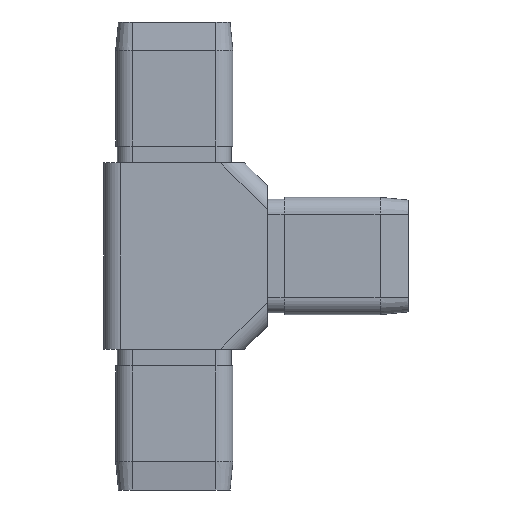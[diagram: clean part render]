
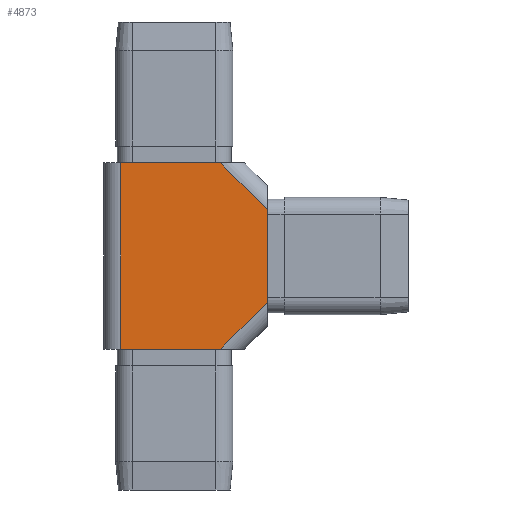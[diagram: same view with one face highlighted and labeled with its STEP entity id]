
A CAD part, left-side view. The second image highlights one B-rep face of the part: STEP entity #4873.
In plain terms, the highlighted planar face has unit normal (-1, 0, 0).
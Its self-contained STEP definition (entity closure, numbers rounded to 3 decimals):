
#1281 = CARTESIAN_POINT ( 'NONE',  ( -12.5, 11.5, -16.5 ) ) ;
#1579 = ORIENTED_EDGE ( 'NONE', *, *, #13125, .T. ) ;
#2815 = CARTESIAN_POINT ( 'NONE',  ( -12.5, -14.5, -8.257 ) ) ;
#3677 = VERTEX_POINT ( 'NONE', #9525 ) ;
#4022 = VECTOR ( 'NONE', #9134, 1000. ) ;
#4160 = EDGE_CURVE ( 'NONE', #14053, #7838, #18133, .T. ) ;
#4249 = LINE ( 'NONE', #5462, #10423 ) ;
#4290 = LINE ( 'NONE', #10771, #7433 ) ;
#4873 = ADVANCED_FACE ( 'NONE', ( #12068 ), #16178, .F. ) ;
#5180 = ORIENTED_EDGE ( 'NONE', *, *, #16180, .T. ) ;
#5462 = CARTESIAN_POINT ( 'NONE',  ( -12.5, 11.5, 16.5 ) ) ;
#5464 = CARTESIAN_POINT ( 'NONE',  ( -12.5, 11.5, 16.5 ) ) ;
#6549 = VERTEX_POINT ( 'NONE', #1281 ) ;
#6857 = VERTEX_POINT ( 'NONE', #5464 ) ;
#7102 = CARTESIAN_POINT ( 'NONE',  ( -12.5, -14.5, 8.257 ) ) ;
#7182 = ORIENTED_EDGE ( 'NONE', *, *, #14220, .T. ) ;
#7433 = VECTOR ( 'NONE', #9274, 1000. ) ;
#7702 = CARTESIAN_POINT ( 'NONE',  ( -12.5, -12.379, -10.379 ) ) ;
#7830 = VECTOR ( 'NONE', #8718, 1000. ) ;
#7838 = VERTEX_POINT ( 'NONE', #2815 ) ;
#8434 = DIRECTION ( 'NONE',  ( 0., 0., -1. ) ) ;
#8718 = DIRECTION ( 'NONE',  ( 0., 0.707, 0.707 ) ) ;
#9134 = DIRECTION ( 'NONE',  ( 0., -0.707, 0.707 ) ) ;
#9274 = DIRECTION ( 'NONE',  ( 0., -1., 0. ) ) ;
#9483 = VECTOR ( 'NONE', #11829, 1000. ) ;
#9525 = CARTESIAN_POINT ( 'NONE',  ( -12.5, -6.257, 16.5 ) ) ;
#9980 = CARTESIAN_POINT ( 'NONE',  ( -12.5, -8.379, 14.379 ) ) ;
#10056 = VECTOR ( 'NONE', #15745, 1000. ) ;
#10423 = VECTOR ( 'NONE', #8434, 1000. ) ;
#10771 = CARTESIAN_POINT ( 'NONE',  ( -12.5, 14.5, -16.5 ) ) ;
#11197 = CARTESIAN_POINT ( 'NONE',  ( -12.5, -14.5, 16.5 ) ) ;
#11819 = DIRECTION ( 'NONE',  ( 0., 1., 0. ) ) ;
#11829 = DIRECTION ( 'NONE',  ( 0., -1., 0. ) ) ;
#12068 = FACE_OUTER_BOUND ( 'NONE', #15447, .T. ) ;
#12073 = ORIENTED_EDGE ( 'NONE', *, *, #4160, .F. ) ;
#13125 = EDGE_CURVE ( 'NONE', #6549, #18011, #4290, .T. ) ;
#13975 = ORIENTED_EDGE ( 'NONE', *, *, #14529, .T. ) ;
#14053 = VERTEX_POINT ( 'NONE', #7102 ) ;
#14220 = EDGE_CURVE ( 'NONE', #18011, #7838, #15421, .T. ) ;
#14529 = EDGE_CURVE ( 'NONE', #6857, #6549, #4249, .T. ) ;
#14694 = AXIS2_PLACEMENT_3D ( 'NONE', #19370, #16317, #11819 ) ;
#14925 = CARTESIAN_POINT ( 'NONE',  ( -12.5, 14.5, 16.5 ) ) ;
#15421 = LINE ( 'NONE', #7702, #4022 ) ;
#15447 = EDGE_LOOP ( 'NONE', ( #1579, #7182, #12073, #5180, #18852, #13975 ) ) ;
#15745 = DIRECTION ( 'NONE',  ( 0., 0., -1. ) ) ;
#15821 = LINE ( 'NONE', #9980, #7830 ) ;
#16178 = PLANE ( 'NONE',  #14694 ) ;
#16180 = EDGE_CURVE ( 'NONE', #14053, #3677, #15821, .T. ) ;
#16271 = EDGE_CURVE ( 'NONE', #6857, #3677, #16560, .T. ) ;
#16317 = DIRECTION ( 'NONE',  ( 1., 0., 0. ) ) ;
#16560 = LINE ( 'NONE', #14925, #9483 ) ;
#18011 = VERTEX_POINT ( 'NONE', #18813 ) ;
#18133 = LINE ( 'NONE', #11197, #10056 ) ;
#18813 = CARTESIAN_POINT ( 'NONE',  ( -12.5, -6.257, -16.5 ) ) ;
#18852 = ORIENTED_EDGE ( 'NONE', *, *, #16271, .F. ) ;
#19370 = CARTESIAN_POINT ( 'NONE',  ( -12.5, 14.5, 16.5 ) ) ;
